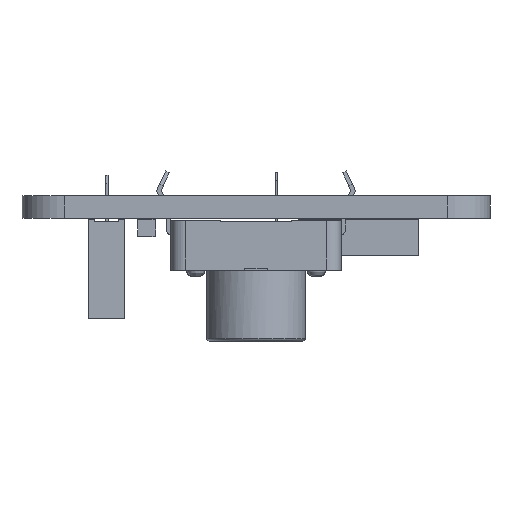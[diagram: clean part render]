
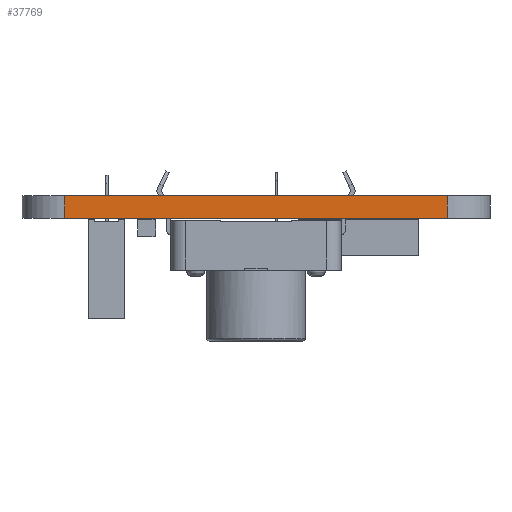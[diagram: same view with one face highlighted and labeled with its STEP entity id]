
A CAD part, left-side view. The second image highlights one B-rep face of the part: STEP entity #37769.
In plain terms, the highlighted planar face has unit normal (-1, 0, 0).
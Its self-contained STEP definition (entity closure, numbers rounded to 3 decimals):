
#34961 = CYLINDRICAL_SURFACE('',#34962,3.);
#34962 = AXIS2_PLACEMENT_3D('',#34963,#34964,#34965);
#34963 = CARTESIAN_POINT('',(-29.5,-13.5,0.));
#34964 = DIRECTION('',(-0.,-0.,-1.));
#34965 = DIRECTION('',(1.,0.,-0.));
#34989 = PLANE('',#34990);
#34990 = AXIS2_PLACEMENT_3D('',#34991,#34992,#34993);
#34991 = CARTESIAN_POINT('',(0.019,-0.189,1.6));
#34992 = DIRECTION('',(0.,0.,1.));
#34993 = DIRECTION('',(1.,0.,-0.));
#35043 = PLANE('',#35044);
#35044 = AXIS2_PLACEMENT_3D('',#35045,#35046,#35047);
#35045 = CARTESIAN_POINT('',(0.019,-0.189,0.));
#35046 = DIRECTION('',(0.,0.,1.));
#35047 = DIRECTION('',(1.,0.,-0.));
#35058 = EDGE_CURVE('',#35059,#35061,#35063,.T.);
#35059 = VERTEX_POINT('',#35060);
#35060 = CARTESIAN_POINT('',(-32.5,-13.5,0.));
#35061 = VERTEX_POINT('',#35062);
#35062 = CARTESIAN_POINT('',(-32.5,-13.5,1.6));
#35063 = SURFACE_CURVE('',#35064,(#35068,#35075),.PCURVE_S1.);
#35064 = LINE('',#35065,#35066);
#35065 = CARTESIAN_POINT('',(-32.5,-13.5,0.));
#35066 = VECTOR('',#35067,1.);
#35067 = DIRECTION('',(0.,0.,1.));
#35068 = PCURVE('',#34961,#35069);
#35069 = DEFINITIONAL_REPRESENTATION('',(#35070),#35074);
#35070 = LINE('',#35071,#35072);
#35071 = CARTESIAN_POINT('',(-3.142,0.));
#35072 = VECTOR('',#35073,1.);
#35073 = DIRECTION('',(-0.,-1.));
#35074 = ( GEOMETRIC_REPRESENTATION_CONTEXT(2) 
PARAMETRIC_REPRESENTATION_CONTEXT() REPRESENTATION_CONTEXT('2D SPACE',''
  ) );
#35075 = PCURVE('',#35076,#35081);
#35076 = PLANE('',#35077);
#35077 = AXIS2_PLACEMENT_3D('',#35078,#35079,#35080);
#35078 = CARTESIAN_POINT('',(-32.5,13.5,0.));
#35079 = DIRECTION('',(1.,0.,-0.));
#35080 = DIRECTION('',(0.,-1.,0.));
#35081 = DEFINITIONAL_REPRESENTATION('',(#35082),#35086);
#35082 = LINE('',#35083,#35084);
#35083 = CARTESIAN_POINT('',(27.,0.));
#35084 = VECTOR('',#35085,1.);
#35085 = DIRECTION('',(0.,-1.));
#35086 = ( GEOMETRIC_REPRESENTATION_CONTEXT(2) 
PARAMETRIC_REPRESENTATION_CONTEXT() REPRESENTATION_CONTEXT('2D SPACE',''
  ) );
#35746 = VERTEX_POINT('',#35747);
#35747 = CARTESIAN_POINT('',(-32.5,13.5,0.));
#35762 = CYLINDRICAL_SURFACE('',#35763,3.);
#35763 = AXIS2_PLACEMENT_3D('',#35764,#35765,#35766);
#35764 = CARTESIAN_POINT('',(-29.5,13.5,0.));
#35765 = DIRECTION('',(-0.,-0.,-1.));
#35766 = DIRECTION('',(1.,0.,-0.));
#35774 = EDGE_CURVE('',#35746,#35059,#35775,.T.);
#35775 = SURFACE_CURVE('',#35776,(#35780,#35787),.PCURVE_S1.);
#35776 = LINE('',#35777,#35778);
#35777 = CARTESIAN_POINT('',(-32.5,13.5,0.));
#35778 = VECTOR('',#35779,1.);
#35779 = DIRECTION('',(0.,-1.,0.));
#35780 = PCURVE('',#35043,#35781);
#35781 = DEFINITIONAL_REPRESENTATION('',(#35782),#35786);
#35782 = LINE('',#35783,#35784);
#35783 = CARTESIAN_POINT('',(-32.519,13.689));
#35784 = VECTOR('',#35785,1.);
#35785 = DIRECTION('',(0.,-1.));
#35786 = ( GEOMETRIC_REPRESENTATION_CONTEXT(2) 
PARAMETRIC_REPRESENTATION_CONTEXT() REPRESENTATION_CONTEXT('2D SPACE',''
  ) );
#35787 = PCURVE('',#35076,#35788);
#35788 = DEFINITIONAL_REPRESENTATION('',(#35789),#35793);
#35789 = LINE('',#35790,#35791);
#35790 = CARTESIAN_POINT('',(0.,0.));
#35791 = VECTOR('',#35792,1.);
#35792 = DIRECTION('',(1.,0.));
#35793 = ( GEOMETRIC_REPRESENTATION_CONTEXT(2) 
PARAMETRIC_REPRESENTATION_CONTEXT() REPRESENTATION_CONTEXT('2D SPACE',''
  ) );
#37049 = VERTEX_POINT('',#37050);
#37050 = CARTESIAN_POINT('',(-32.5,13.5,1.6));
#37072 = EDGE_CURVE('',#37049,#35061,#37073,.T.);
#37073 = SURFACE_CURVE('',#37074,(#37078,#37085),.PCURVE_S1.);
#37074 = LINE('',#37075,#37076);
#37075 = CARTESIAN_POINT('',(-32.5,13.5,1.6));
#37076 = VECTOR('',#37077,1.);
#37077 = DIRECTION('',(0.,-1.,0.));
#37078 = PCURVE('',#34989,#37079);
#37079 = DEFINITIONAL_REPRESENTATION('',(#37080),#37084);
#37080 = LINE('',#37081,#37082);
#37081 = CARTESIAN_POINT('',(-32.519,13.689));
#37082 = VECTOR('',#37083,1.);
#37083 = DIRECTION('',(0.,-1.));
#37084 = ( GEOMETRIC_REPRESENTATION_CONTEXT(2) 
PARAMETRIC_REPRESENTATION_CONTEXT() REPRESENTATION_CONTEXT('2D SPACE',''
  ) );
#37085 = PCURVE('',#35076,#37086);
#37086 = DEFINITIONAL_REPRESENTATION('',(#37087),#37091);
#37087 = LINE('',#37088,#37089);
#37088 = CARTESIAN_POINT('',(0.,-1.6));
#37089 = VECTOR('',#37090,1.);
#37090 = DIRECTION('',(1.,0.));
#37091 = ( GEOMETRIC_REPRESENTATION_CONTEXT(2) 
PARAMETRIC_REPRESENTATION_CONTEXT() REPRESENTATION_CONTEXT('2D SPACE',''
  ) );
#37769 = ADVANCED_FACE('',(#37770),#35076,.F.);
#37770 = FACE_BOUND('',#37771,.F.);
#37771 = EDGE_LOOP('',(#37772,#37793,#37794,#37795));
#37772 = ORIENTED_EDGE('',*,*,#37773,.T.);
#37773 = EDGE_CURVE('',#35746,#37049,#37774,.T.);
#37774 = SURFACE_CURVE('',#37775,(#37779,#37786),.PCURVE_S1.);
#37775 = LINE('',#37776,#37777);
#37776 = CARTESIAN_POINT('',(-32.5,13.5,0.));
#37777 = VECTOR('',#37778,1.);
#37778 = DIRECTION('',(0.,0.,1.));
#37779 = PCURVE('',#35076,#37780);
#37780 = DEFINITIONAL_REPRESENTATION('',(#37781),#37785);
#37781 = LINE('',#37782,#37783);
#37782 = CARTESIAN_POINT('',(0.,0.));
#37783 = VECTOR('',#37784,1.);
#37784 = DIRECTION('',(0.,-1.));
#37785 = ( GEOMETRIC_REPRESENTATION_CONTEXT(2) 
PARAMETRIC_REPRESENTATION_CONTEXT() REPRESENTATION_CONTEXT('2D SPACE',''
  ) );
#37786 = PCURVE('',#35762,#37787);
#37787 = DEFINITIONAL_REPRESENTATION('',(#37788),#37792);
#37788 = LINE('',#37789,#37790);
#37789 = CARTESIAN_POINT('',(-3.142,0.));
#37790 = VECTOR('',#37791,1.);
#37791 = DIRECTION('',(-0.,-1.));
#37792 = ( GEOMETRIC_REPRESENTATION_CONTEXT(2) 
PARAMETRIC_REPRESENTATION_CONTEXT() REPRESENTATION_CONTEXT('2D SPACE',''
  ) );
#37793 = ORIENTED_EDGE('',*,*,#37072,.T.);
#37794 = ORIENTED_EDGE('',*,*,#35058,.F.);
#37795 = ORIENTED_EDGE('',*,*,#35774,.F.);
